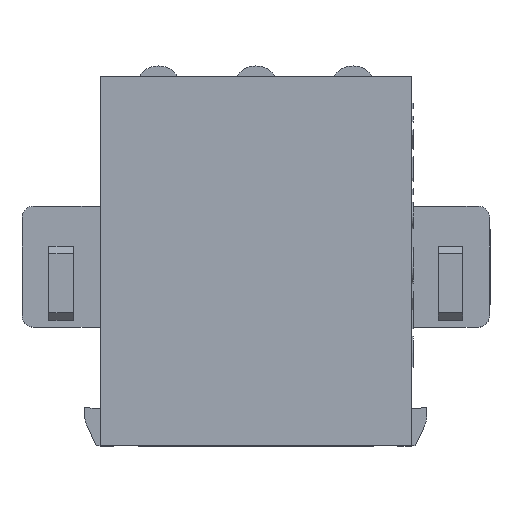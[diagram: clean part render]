
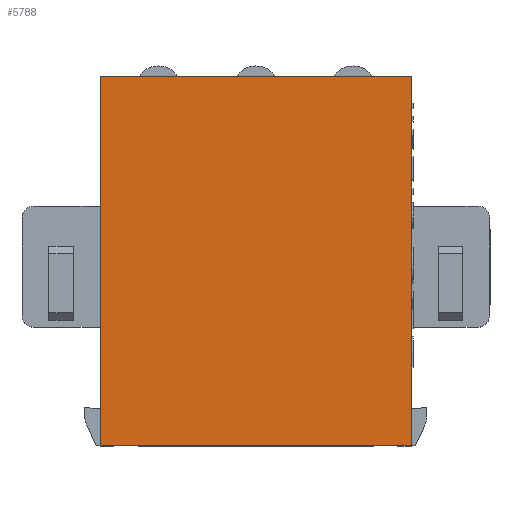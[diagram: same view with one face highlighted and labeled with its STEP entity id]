
A CAD part, top view. The second image highlights one B-rep face of the part: STEP entity #5788.
In plain terms, the highlighted planar face has unit normal (0, 0, 1).
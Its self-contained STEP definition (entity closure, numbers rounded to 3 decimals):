
#839 = VERTEX_POINT('',#840);
#840 = CARTESIAN_POINT('',(6.6,-9.32,7.39));
#846 = EDGE_CURVE('',#839,#847,#849,.T.);
#847 = VERTEX_POINT('',#848);
#848 = CARTESIAN_POINT('',(-1.52,-9.32,7.39));
#849 = LINE('',#850,#851);
#850 = CARTESIAN_POINT('',(1.27,-9.32,7.39));
#851 = VECTOR('',#852,1.);
#852 = DIRECTION('',(-1.,0.,0.));
#5608 = VERTEX_POINT('',#5609);
#5609 = CARTESIAN_POINT('',(6.6,0.32,7.39));
#5615 = EDGE_CURVE('',#5608,#839,#5616,.T.);
#5616 = LINE('',#5617,#5618);
#5617 = CARTESIAN_POINT('',(6.6,-14.253,7.39));
#5618 = VECTOR('',#5619,1.);
#5619 = DIRECTION('',(0.,-1.,0.));
#5788 = ADVANCED_FACE('',(#5789),#5807,.T.);
#5789 = FACE_BOUND('',#5790,.T.);
#5790 = EDGE_LOOP('',(#5791,#5799,#5800,#5801));
#5791 = ORIENTED_EDGE('',*,*,#5792,.T.);
#5792 = EDGE_CURVE('',#5793,#847,#5795,.T.);
#5793 = VERTEX_POINT('',#5794);
#5794 = CARTESIAN_POINT('',(-1.52,0.32,7.39));
#5795 = LINE('',#5796,#5797);
#5796 = CARTESIAN_POINT('',(-1.52,-14.253,7.39));
#5797 = VECTOR('',#5798,1.);
#5798 = DIRECTION('',(0.,-1.,0.));
#5799 = ORIENTED_EDGE('',*,*,#846,.F.);
#5800 = ORIENTED_EDGE('',*,*,#5615,.F.);
#5801 = ORIENTED_EDGE('',*,*,#5802,.F.);
#5802 = EDGE_CURVE('',#5793,#5608,#5803,.T.);
#5803 = LINE('',#5804,#5805);
#5804 = CARTESIAN_POINT('',(3.81,0.32,7.39));
#5805 = VECTOR('',#5806,1.);
#5806 = DIRECTION('',(1.,0.,0.));
#5807 = PLANE('',#5808);
#5808 = AXIS2_PLACEMENT_3D('',#5809,#5810,#5811);
#5809 = CARTESIAN_POINT('',(1.02,-2.22,7.39));
#5810 = DIRECTION('',(0.,0.,1.));
#5811 = DIRECTION('',(-1.,0.,0.));
